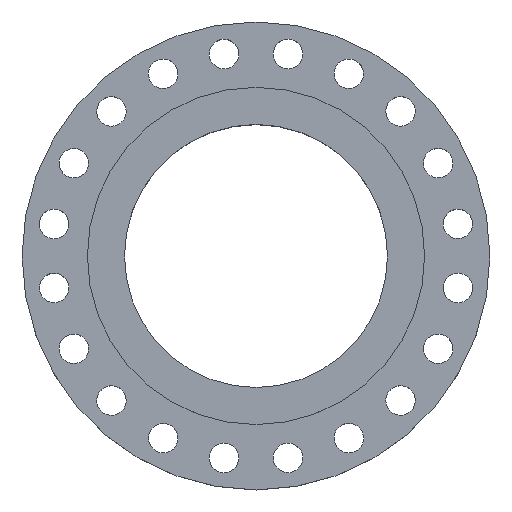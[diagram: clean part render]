
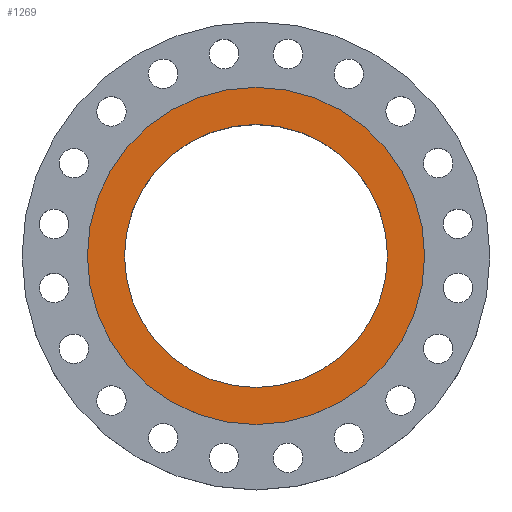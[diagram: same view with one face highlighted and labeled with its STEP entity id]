
A CAD part, top view. The second image highlights one B-rep face of the part: STEP entity #1269.
In plain terms, the highlighted planar face has unit normal (0, 0, 1).
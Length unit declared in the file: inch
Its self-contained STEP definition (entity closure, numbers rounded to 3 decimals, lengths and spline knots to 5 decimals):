
#8 = DIRECTION ( 'NONE',  ( 1., 0., 0. ) ) ;
#27 = ORIENTED_EDGE ( 'NONE', *, *, #1868, .F. ) ;
#64 = AXIS2_PLACEMENT_3D ( 'NONE', #1169, #1514, #1044 ) ;
#93 = CIRCLE ( 'NONE', #1527, 7.8 ) ;
#163 = CIRCLE ( 'NONE', #1603, 7.8 ) ;
#275 = DIRECTION ( 'NONE',  ( 1., 0., 0. ) ) ;
#276 = CIRCLE ( 'NONE', #64, 10. ) ;
#337 = EDGE_CURVE ( 'NONE', #872, #968, #163, .T. ) ;
#346 = AXIS2_PLACEMENT_3D ( 'NONE', #438, #737, #275 ) ;
#361 = DIRECTION ( 'NONE',  ( 0., 0., 1. ) ) ;
#414 = CARTESIAN_POINT ( 'NONE',  ( -7.8, 0., 0.25 ) ) ;
#438 = CARTESIAN_POINT ( 'NONE',  ( 0., 0., 0.25 ) ) ;
#539 = VERTEX_POINT ( 'NONE', #1295 ) ;
#737 = DIRECTION ( 'NONE',  ( 0., 0., 1. ) ) ;
#739 = AXIS2_PLACEMENT_3D ( 'NONE', #790, #1410, #954 ) ;
#790 = CARTESIAN_POINT ( 'NONE',  ( 0., 0., 0.25 ) ) ;
#872 = VERTEX_POINT ( 'NONE', #414 ) ;
#922 = EDGE_CURVE ( 'NONE', #539, #923, #276, .T. ) ;
#923 = VERTEX_POINT ( 'NONE', #1649 ) ;
#925 = EDGE_CURVE ( 'NONE', #923, #539, #1218, .T. ) ;
#954 = DIRECTION ( 'NONE',  ( 1., 0., 0. ) ) ;
#968 = VERTEX_POINT ( 'NONE', #1955 ) ;
#990 = DIRECTION ( 'NONE',  ( 0., 0., 1. ) ) ;
#1044 = DIRECTION ( 'NONE',  ( 1., 0., 0. ) ) ;
#1073 = ORIENTED_EDGE ( 'NONE', *, *, #922, .T. ) ;
#1083 = FACE_OUTER_BOUND ( 'NONE', #1593, .T. ) ;
#1169 = CARTESIAN_POINT ( 'NONE',  ( 0., 0., 0.25 ) ) ;
#1218 = CIRCLE ( 'NONE', #346, 10. ) ;
#1269 = ADVANCED_FACE ( 'NONE', ( #1838, #1083 ), #1691, .T. ) ;
#1295 = CARTESIAN_POINT ( 'NONE',  ( 10., 0., 0.25 ) ) ;
#1313 = CARTESIAN_POINT ( 'NONE',  ( 0., 0., 0.25 ) ) ;
#1410 = DIRECTION ( 'NONE',  ( 0., 0., 1. ) ) ;
#1458 = DIRECTION ( 'NONE',  ( 1., 0., 0. ) ) ;
#1514 = DIRECTION ( 'NONE',  ( 0., 0., 1. ) ) ;
#1524 = ORIENTED_EDGE ( 'NONE', *, *, #337, .F. ) ;
#1527 = AXIS2_PLACEMENT_3D ( 'NONE', #1313, #990, #1458 ) ;
#1593 = EDGE_LOOP ( 'NONE', ( #1993, #1073 ) ) ;
#1603 = AXIS2_PLACEMENT_3D ( 'NONE', #1878, #361, #8 ) ;
#1649 = CARTESIAN_POINT ( 'NONE',  ( -10., 0., 0.25 ) ) ;
#1691 = PLANE ( 'NONE',  #739 ) ;
#1776 = EDGE_LOOP ( 'NONE', ( #1524, #27 ) ) ;
#1838 = FACE_BOUND ( 'NONE', #1776, .T. ) ;
#1868 = EDGE_CURVE ( 'NONE', #968, #872, #93, .T. ) ;
#1878 = CARTESIAN_POINT ( 'NONE',  ( 0., 0., 0.25 ) ) ;
#1955 = CARTESIAN_POINT ( 'NONE',  ( 7.8, 0., 0.25 ) ) ;
#1993 = ORIENTED_EDGE ( 'NONE', *, *, #925, .T. ) ;
